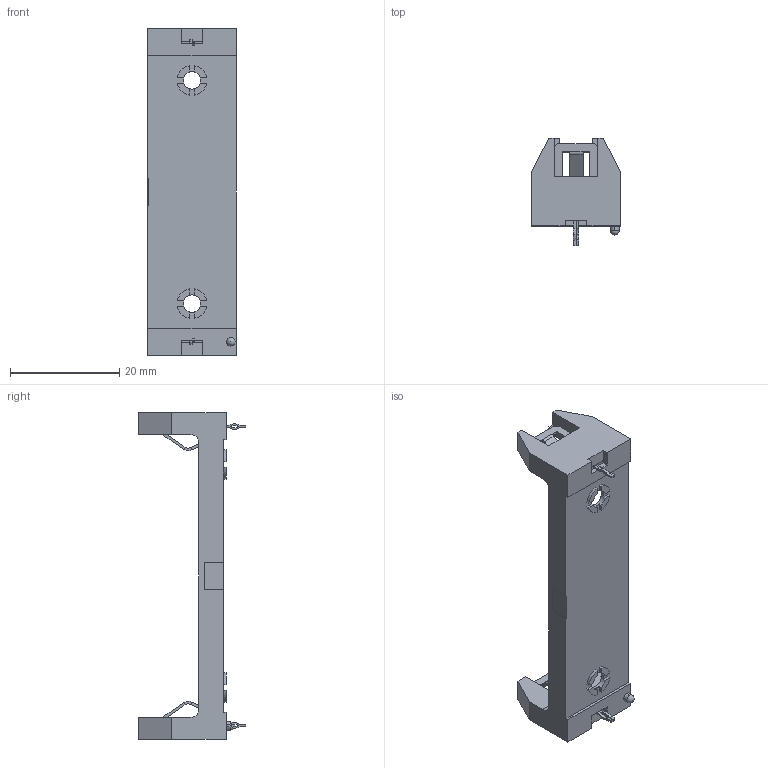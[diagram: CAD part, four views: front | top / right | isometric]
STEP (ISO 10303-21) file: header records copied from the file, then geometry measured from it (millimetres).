
FILE_DESCRIPTION (( 'STEP AP214' ), '1' );
FILE_NAME ('1028.STEP', '2022-05-16T10:23:37', ( '' ), ( '' ), 'SwSTEP 2.0', 'SolidWorks 2018', '' );
FILE_SCHEMA (( 'AUTOMOTIVE_DESIGN' ));
Length unit declared in the file: millimetre
Products named in the file (1): 1028
Bounding box: 16.3 x 19.66 x 59.9 mm (x, y, z)
Volume: 3551.6 mm3; surface area: 4372.5 mm2
Topology: 5 solids, 5 shells, 235 faces, 643 edges, 414 vertices
Faces by surface type: plane 177, cylinder 57, sphere 1
Entity records: 8692 total; most frequent: CARTESIAN_POINT 1412, ORIENTED_EDGE 1280, DIRECTION 1258, EDGE_CURVE 640, LINE 486, VECTOR 486, VERTEX_POINT 412, AXIS2_PLACEMENT_3D 386
